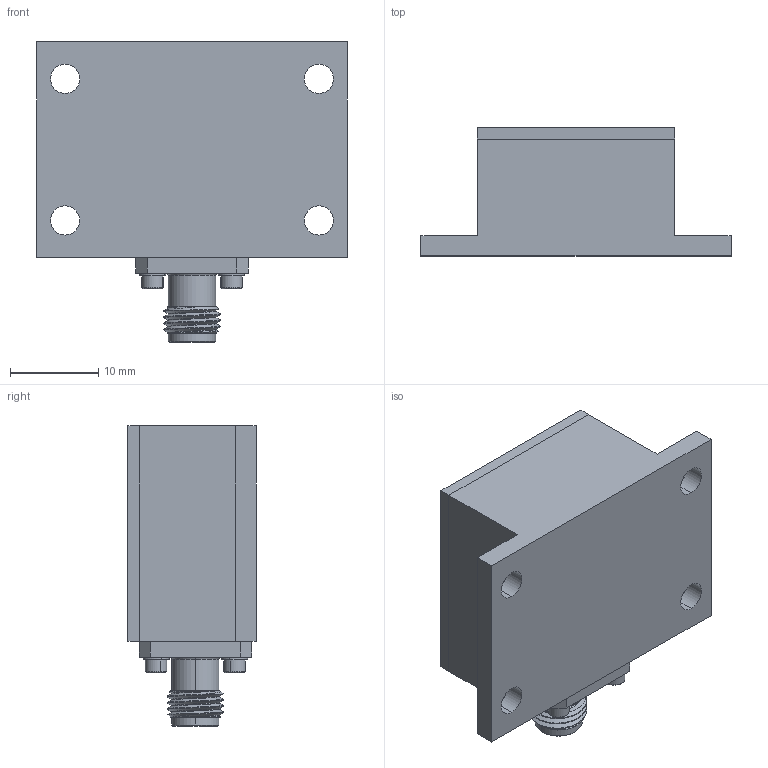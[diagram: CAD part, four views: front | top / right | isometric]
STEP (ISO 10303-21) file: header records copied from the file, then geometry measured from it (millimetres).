
FILE_DESCRIPTION (( 'STEP AP214' ), '1' );
FILE_NAME ('FMTR1007_3D.step', '2023-11-29T19:42:42', ( '' ), ( '' ), 'SwSTEP 2.0', 'SolidWorks 2022', '' );
FILE_SCHEMA (( 'AUTOMOTIVE_DESIGN' ));
Length unit declared in the file: inch
Products named in the file (1): FMTR1007_3D
Bounding box: 35.05 x 14.48 x 33.96 mm (x, y, z)
Volume: 8932 mm3; surface area: 3813.6 mm2
Topology: 1 solids, 5 shells, 578 faces, 1467 edges, 954 vertices
Faces by surface type: plane 286, cylinder 137, cone 83, bspline 70, torus 2
Entity records: 26183 total; most frequent: CARTESIAN_POINT 13051, ORIENTED_EDGE 2934, DIRECTION 2381, EDGE_CURVE 1467, VERTEX_POINT 954, AXIS2_PLACEMENT_3D 797, VECTOR 787, LINE 787
